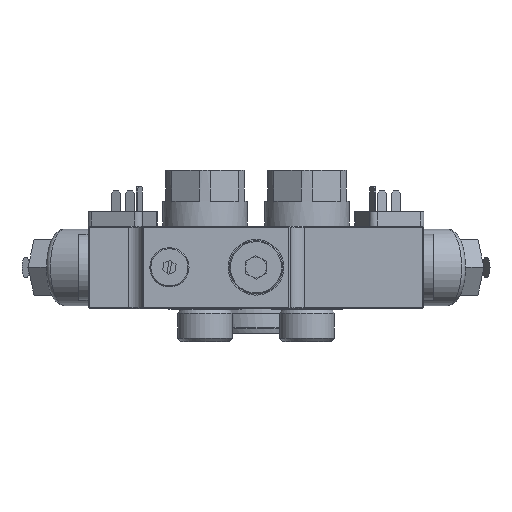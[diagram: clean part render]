
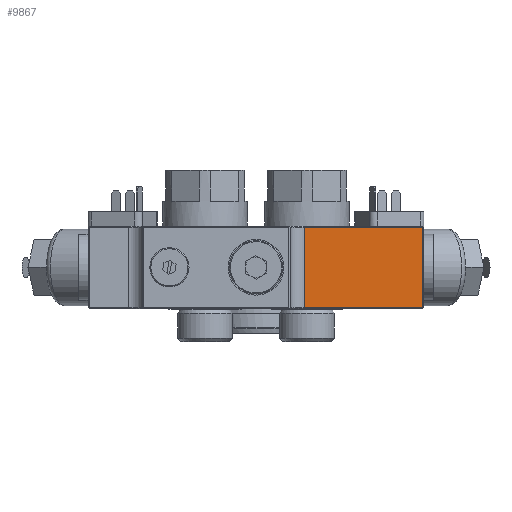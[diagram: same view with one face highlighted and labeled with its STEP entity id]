
A CAD part, left-side view. The second image highlights one B-rep face of the part: STEP entity #9867.
In plain terms, the highlighted planar face has unit normal (-1, 0, 0).
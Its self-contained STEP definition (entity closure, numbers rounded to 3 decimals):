
#630=LINE('',#16638,#1401);
#631=LINE('',#16642,#1402);
#632=LINE('',#16644,#1403);
#633=LINE('',#16645,#1404);
#1401=VECTOR('',#12519,39.);
#1402=VECTOR('',#12524,57.5);
#1403=VECTOR('',#12525,39.);
#1404=VECTOR('',#12526,57.5);
#2245=FACE_OUTER_BOUND('',#2882,.T.);
#2882=EDGE_LOOP('',(#6921,#6922,#6923,#6924));
#4180=VERTEX_POINT('',#16635);
#4181=VERTEX_POINT('',#16637);
#4182=VERTEX_POINT('',#16641);
#4183=VERTEX_POINT('',#16643);
#5183=EDGE_CURVE('',#4181,#4180,#630,.T.);
#5185=EDGE_CURVE('',#4180,#4182,#631,.T.);
#5186=EDGE_CURVE('',#4182,#4183,#632,.T.);
#5187=EDGE_CURVE('',#4183,#4181,#633,.T.);
#6921=ORIENTED_EDGE('',*,*,#5183,.T.);
#6922=ORIENTED_EDGE('',*,*,#5185,.T.);
#6923=ORIENTED_EDGE('',*,*,#5186,.T.);
#6924=ORIENTED_EDGE('',*,*,#5187,.T.);
#8840=PLANE('',#10737);
#9867=ADVANCED_FACE('',(#2245),#8840,.T.);
#10737=AXIS2_PLACEMENT_3D('',#16640,#12522,#12523);
#12519=DIRECTION('',(0.,0.,-1.));
#12522=DIRECTION('center_axis',(-1.,0.,0.));
#12523=DIRECTION('ref_axis',(0.,0.,1.));
#12524=DIRECTION('',(0.,-1.,0.));
#12525=DIRECTION('',(0.,0.,1.));
#12526=DIRECTION('',(0.,1.,0.));
#16635=CARTESIAN_POINT('',(-67.5,-23.5,-19.5));
#16637=CARTESIAN_POINT('',(-67.5,-23.5,19.5));
#16638=CARTESIAN_POINT('',(-67.5,-23.5,19.5));
#16640=CARTESIAN_POINT('Origin',(-67.5,-81.5,20.));
#16641=CARTESIAN_POINT('',(-67.5,-81.,-19.5));
#16642=CARTESIAN_POINT('',(-67.5,-23.5,-19.5));
#16643=CARTESIAN_POINT('',(-67.5,-81.,19.5));
#16644=CARTESIAN_POINT('',(-67.5,-81.,-19.5));
#16645=CARTESIAN_POINT('',(-67.5,-81.,19.5));
